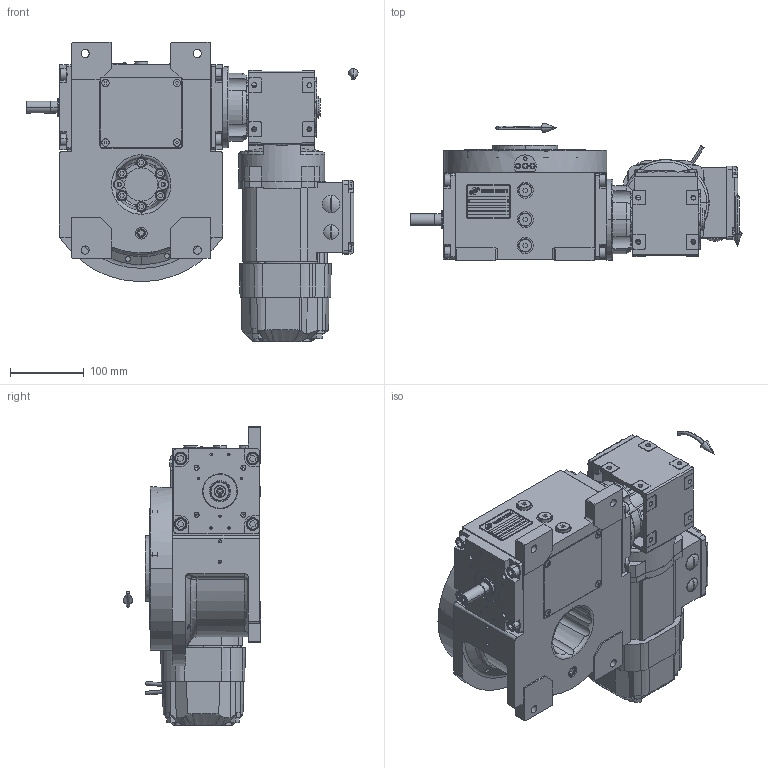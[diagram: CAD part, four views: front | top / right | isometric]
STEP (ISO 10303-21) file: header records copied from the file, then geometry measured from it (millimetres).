
FILE_DESCRIPTION (( 'STEP AP203' ), '1' );
FILE_NAME ('PC5200649.step', '2024-09-18T12:08:06', ( '' ), ( '' ), 'SwSTEP 2.0', 'SolidWorks 2020', '' );
FILE_SCHEMA (( 'CONFIG_CONTROL_DESIGN' ));
Length unit declared in the file: millimetre
Products named in the file (79): WAF20DRN63M4BE03HR_B_0; CFN2010_01_012.stp; cfn2115_02_165; AS_900_38_30_003; RIG06_021_AF0.stp; cfn2070_05_005; cfn2000_01_103; RIG06_005_ASM.stp; rig06_001_a; PC5200649; cfn2151_01_290; cfn2107_01_001; cfn2000_01_126; cfn2115_02_068; CFN2000_01_185.stp; rig06_004; cfn2104_01_016; cfn2000_01_124; cfn2205_01_013; AS_rig06_016; CFN2356_03_047.stp; cfn2073_01_012; cfn2003_01_054; CFN2223_01-570X6-B.stp; cfn2155_01_056; rig06_016; AS_rig06_002_bl_002; cfn2128_04_004; cfn2151_01_109; rig06_015; AS_rig06_015; cfn2000_01_161; AS_cfn2476_01_002_60x46; rig06_005_n_01; freccia_angolare; freccia_angolare_albero; rig06_004_s_001; cfn2476_01_002_60x46; CFN2104_02_017.stp; AS_rig06_004_s_001 ...
Assembly tree (72 placements, depth 5):
  CFN2010_01_012.stp
  cfn2115_02_165
  PC5200649
    rig06_001_a
    AS_cfn2476_01_002_60x46
      cfn2476_01_002_60x46
      cfn2107_01_001
      cfn2107_01_001
    AS_rig06_071_10_m
      rig06_071_10_m_asm.stp
        RIG06_005_ASM.stp
          RIG06_021_AF0.stp
          CFN2000_01_185.stp
          CFN2000_01_185.stp
          CFN2104_02_017.stp
        CFN2010_02_002.stp
      rig06_005_n_01
      cfn2155_01_303
      rig06_003_10
      cfn2104_01_016  x2
      cfn2000_01_124  x6
      cfn2000_01_124
      cfn2000_01_124
      cfn2000_01_124
      cfn2000_01_124
    AS_rig06_015
      rig06_015
      cfn2073_01_012
      cfn2000_01_126
      cfn2000_01_126
      cfn2000_01_126
      cfn2000_01_126
      cfn2000_01_126
      cfn2000_01_126
    AS_rig06_004
      rig06_004
      cfn2070_05_005
      cfn2000_01_103
      cfn2000_01_103
      cfn2000_01_103
      cfn2000_01_103
      cfn2155_01_056
    AS_rig06_004_s_001
      rig06_004_s_001
      cfn2070_05_005
      cfn2000_01_103
      cfn2000_01_103
      cfn2000_01_103
      cfn2000_01_103
      cfn2155_01_056
    AS_rig06_002_bl_002
      rig06_002_bl_002
      cfn2115_02_068
    cfn2128_04_004
    cfn2128_04_004
    cfn2128_04_004
    cfn2128_19_002
    AS_rig06_016
      rig06_016
      cfn2003_01_054
Bounding box: 451 x 187 x 406.3 mm (x, y, z)
Volume: 6660656.1 mm3; surface area: 1011755.2 mm2
Topology: 63 solids, 67 shells, 2778 faces, 7144 edges, 4630 vertices
Faces by surface type: plane 1418, cylinder 960, cone 331, bspline 32, torus 27, sphere 10
Entity records: 99761 total; most frequent: CARTESIAN_POINT 25863, DIRECTION 13743, ORIENTED_EDGE 13568, EDGE_CURVE 6784, AXIS2_PLACEMENT_3D 4772, VERTEX_POINT 4449, LINE 4199, VECTOR 4199
